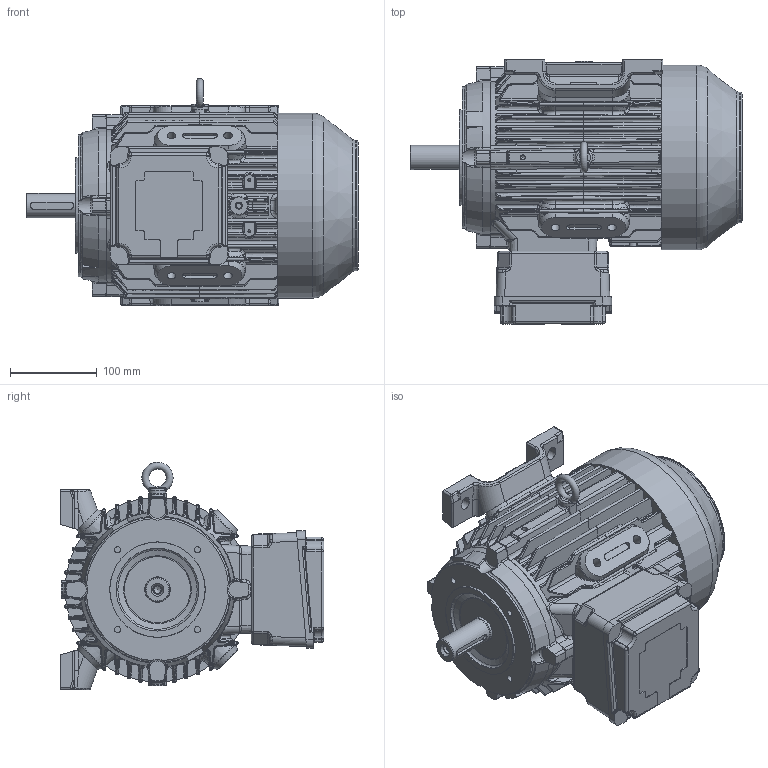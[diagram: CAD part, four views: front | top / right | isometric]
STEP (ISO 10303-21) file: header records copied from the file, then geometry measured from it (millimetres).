
FILE_DESCRIPTION( ( 'Unknown' ), '1' );
FILE_NAME( 'WP-DF112M B34.stp', 'Unknown', ( 'Unknown' ), ( 'Unknown' ), 'PSStep 17.0.49', 'Unknown', ' ' );
FILE_SCHEMA( ( 'AUTOMOTIVE_DESIGN { 1 0 10303 214 1 1 1 1 }' ) );
Length unit declared in the file: millimetre
Products named in the file (1): y12yh002_0
Bounding box: 382 x 303.53 x 261.51 mm (x, y, z)
Volume: 10549907.2 mm3; surface area: 655454.1 mm2
Topology: 1 solids, 14 shells, 2296 faces, 5605 edges, 3287 vertices
Faces by surface type: bspline 787, cylinder 645, plane 492, cone 225, sphere 80, torus 47, offset 20
Full cylindrical faces by diameter (mm): 3.2 x2, 5 x2, 6 x6, 6.8 x1, 6.985 x4, 7.794 x2, 8 x12, 8.5 x1, 10 x9, 10.5 x1, 20 x1, 28 x1, 29.5 x1, 95.25 x1, 110 x1, 150 x1, 212.8 x1
Entity records: 183442 total; most frequent: CARTESIAN_POINT 117759, ORIENTED_EDGE 10780, DIRECTION 8676, EDGE_CURVE 5390, AXIS2_PLACEMENT_3D 3564, VERTEX_POINT 3256, EDGE_LOOP 2417, FACE_OUTER_BOUND 2348
